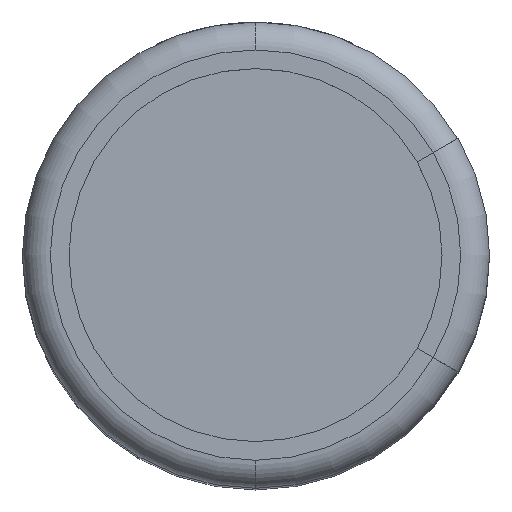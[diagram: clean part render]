
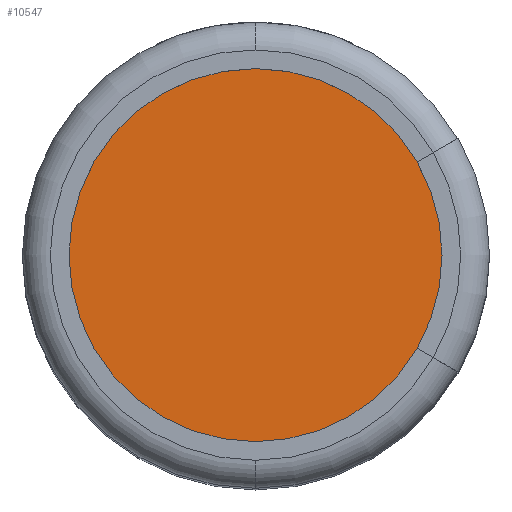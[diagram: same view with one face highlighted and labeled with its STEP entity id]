
A CAD part, top view. The second image highlights one B-rep face of the part: STEP entity #10547.
In plain terms, the highlighted planar face has unit normal (0, 0, 1).
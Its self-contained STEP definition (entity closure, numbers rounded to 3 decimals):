
#2431 = AXIS2_PLACEMENT_3D ( 'NONE', #4667, #6815, #11716 ) ;
#3351 = AXIS2_PLACEMENT_3D ( 'NONE', #4489, #8670, #3501 ) ;
#3489 = PLANE ( 'NONE',  #5927 ) ;
#3501 = DIRECTION ( 'NONE',  ( 0., 1., 0. ) ) ;
#4489 = CARTESIAN_POINT ( 'NONE',  ( 0., 0., 10.8 ) ) ;
#4667 = CARTESIAN_POINT ( 'NONE',  ( 0., 0., 10.8 ) ) ;
#5122 = ORIENTED_EDGE ( 'NONE', *, *, #5516, .T. ) ;
#5516 = EDGE_CURVE ( 'NONE', #7042, #13411, #8300, .T. ) ;
#5927 = AXIS2_PLACEMENT_3D ( 'NONE', #7351, #9470, #8531 ) ;
#6773 = CARTESIAN_POINT ( 'NONE',  ( 0., 2., 10.8 ) ) ;
#6815 = DIRECTION ( 'NONE',  ( 0., 0., 1. ) ) ;
#7042 = VERTEX_POINT ( 'NONE', #6773 ) ;
#7351 = CARTESIAN_POINT ( 'NONE',  ( 0., 0., 10.8 ) ) ;
#8300 = CIRCLE ( 'NONE', #2431, 2. ) ;
#8531 = DIRECTION ( 'NONE',  ( 0., 1., 0. ) ) ;
#8670 = DIRECTION ( 'NONE',  ( 0., 0., 1. ) ) ;
#9470 = DIRECTION ( 'NONE',  ( 0., 0., 1. ) ) ;
#9611 = FACE_OUTER_BOUND ( 'NONE', #10856, .T. ) ;
#9629 = EDGE_CURVE ( 'NONE', #13411, #7042, #11608, .T. ) ;
#10514 = ORIENTED_EDGE ( 'NONE', *, *, #9629, .T. ) ;
#10547 = ADVANCED_FACE ( 'NONE', ( #9611 ), #3489, .T. ) ;
#10856 = EDGE_LOOP ( 'NONE', ( #5122, #10514 ) ) ;
#11608 = CIRCLE ( 'NONE', #3351, 2. ) ;
#11716 = DIRECTION ( 'NONE',  ( 0., 1., 0. ) ) ;
#11740 = CARTESIAN_POINT ( 'NONE',  ( 0., -2., 10.8 ) ) ;
#13411 = VERTEX_POINT ( 'NONE', #11740 ) ;
